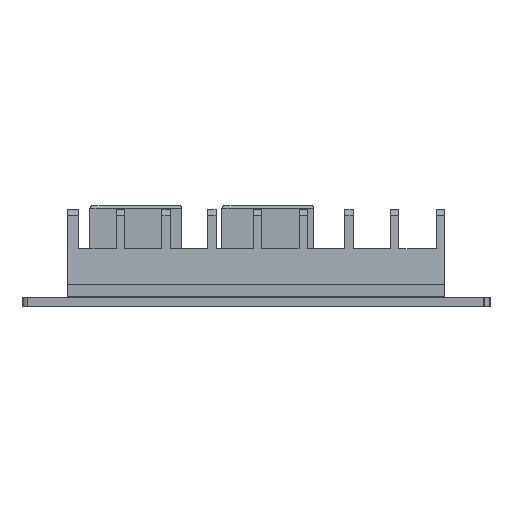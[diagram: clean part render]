
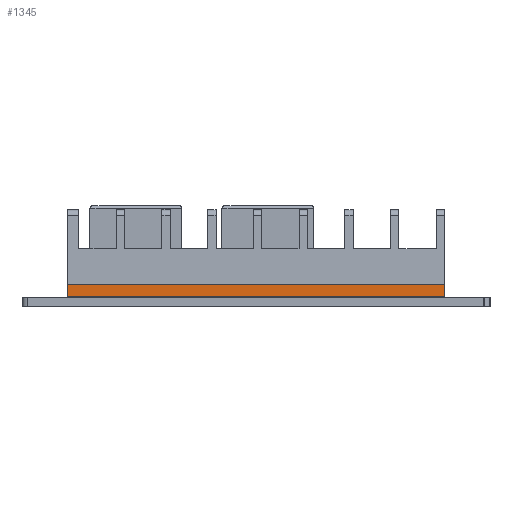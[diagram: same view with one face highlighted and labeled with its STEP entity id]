
A CAD part, left-side view. The second image highlights one B-rep face of the part: STEP entity #1345.
In plain terms, the highlighted face is planar.
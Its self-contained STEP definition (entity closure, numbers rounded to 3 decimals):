
#1176 = VERTEX_POINT('',#1177);
#1177 = CARTESIAN_POINT('',(0.,14.,2.));
#1183 = EDGE_CURVE('',#1176,#1184,#1186,.T.);
#1184 = VERTEX_POINT('',#1185);
#1185 = CARTESIAN_POINT('',(0.,14.,0.));
#1186 = LINE('',#1187,#1188);
#1187 = CARTESIAN_POINT('',(0.,14.,14.5));
#1188 = VECTOR('',#1189,1.);
#1189 = DIRECTION('',(-0.,-0.,-1.));
#1256 = VERTEX_POINT('',#1257);
#1257 = CARTESIAN_POINT('',(62.86,14.,2.));
#1297 = VERTEX_POINT('',#1298);
#1298 = CARTESIAN_POINT('',(62.86,14.,0.));
#1304 = EDGE_CURVE('',#1256,#1297,#1305,.T.);
#1305 = LINE('',#1306,#1307);
#1306 = CARTESIAN_POINT('',(62.86,14.,14.5));
#1307 = VECTOR('',#1308,1.);
#1308 = DIRECTION('',(-0.,-0.,-1.));
#1345 = ADVANCED_FACE('',(#1346),#1362,.T.);
#1346 = FACE_BOUND('',#1347,.T.);
#1347 = EDGE_LOOP('',(#1348,#1354,#1355,#1361));
#1348 = ORIENTED_EDGE('',*,*,#1349,.T.);
#1349 = EDGE_CURVE('',#1176,#1256,#1350,.T.);
#1350 = LINE('',#1351,#1352);
#1351 = CARTESIAN_POINT('',(-3.64,14.,2.));
#1352 = VECTOR('',#1353,1.);
#1353 = DIRECTION('',(1.,-0.,-0.));
#1354 = ORIENTED_EDGE('',*,*,#1304,.T.);
#1355 = ORIENTED_EDGE('',*,*,#1356,.F.);
#1356 = EDGE_CURVE('',#1184,#1297,#1357,.T.);
#1357 = LINE('',#1358,#1359);
#1358 = CARTESIAN_POINT('',(0.,14.,0.));
#1359 = VECTOR('',#1360,1.);
#1360 = DIRECTION('',(1.,0.,0.));
#1361 = ORIENTED_EDGE('',*,*,#1183,.F.);
#1362 = PLANE('',#1363);
#1363 = AXIS2_PLACEMENT_3D('',#1364,#1365,#1366);
#1364 = CARTESIAN_POINT('',(0.,14.,14.5));
#1365 = DIRECTION('',(0.,1.,0.));
#1366 = DIRECTION('',(0.,-0.,1.));
